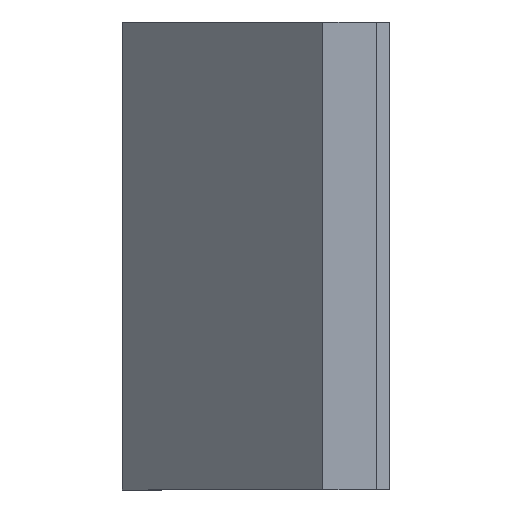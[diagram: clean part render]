
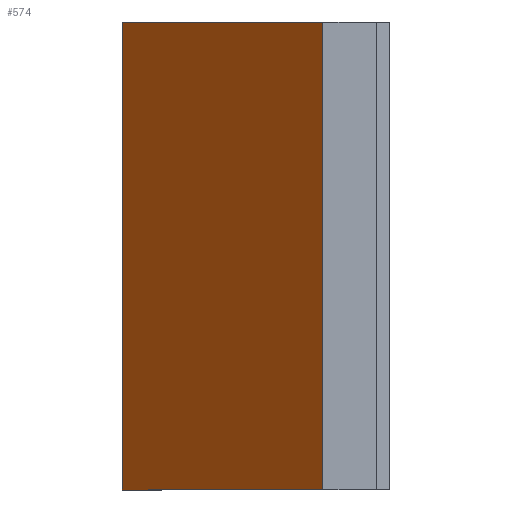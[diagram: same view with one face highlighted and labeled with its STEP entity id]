
A CAD part, left-side view. The second image highlights one B-rep face of the part: STEP entity #574.
In plain terms, the highlighted face is planar.
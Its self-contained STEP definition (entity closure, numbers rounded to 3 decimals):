
#46=PLANE('',#630);
#77=FACE_OUTER_BOUND('',#111,.T.);
#111=EDGE_LOOP('',(#491,#492,#493,#494));
#142=LINE('',#847,#209);
#177=LINE('',#924,#244);
#178=LINE('',#927,#245);
#179=LINE('',#928,#246);
#209=VECTOR('',#689,10.);
#244=VECTOR('',#758,10.);
#245=VECTOR('',#761,10.);
#246=VECTOR('',#762,10.);
#287=VERTEX_POINT('',#844);
#288=VERTEX_POINT('',#846);
#313=VERTEX_POINT('',#922);
#314=VERTEX_POINT('',#926);
#342=EDGE_CURVE('',#287,#288,#142,.T.);
#381=EDGE_CURVE('',#313,#287,#177,.T.);
#382=EDGE_CURVE('',#314,#313,#178,.T.);
#383=EDGE_CURVE('',#288,#314,#179,.T.);
#491=ORIENTED_EDGE('',*,*,#342,.F.);
#492=ORIENTED_EDGE('',*,*,#381,.F.);
#493=ORIENTED_EDGE('',*,*,#382,.F.);
#494=ORIENTED_EDGE('',*,*,#383,.F.);
#574=ADVANCED_FACE('',(#77),#46,.F.);
#630=AXIS2_PLACEMENT_3D('',#925,#759,#760);
#689=DIRECTION('',(-0.707,0.707,0.));
#758=DIRECTION('',(0.,0.,-1.));
#759=DIRECTION('center_axis',(0.707,0.707,0.));
#760=DIRECTION('ref_axis',(0.,0.,-1.));
#761=DIRECTION('',(0.707,-0.707,0.));
#762=DIRECTION('',(0.,0.,1.));
#844=CARTESIAN_POINT('',(10.,0.,-35.));
#846=CARTESIAN_POINT('',(-5.,15.,-35.));
#847=CARTESIAN_POINT('',(2.5,7.5,-35.));
#922=CARTESIAN_POINT('',(10.,0.,0.));
#924=CARTESIAN_POINT('',(10.,0.,0.));
#925=CARTESIAN_POINT('Origin',(2.5,7.5,0.));
#926=CARTESIAN_POINT('',(-5.,15.,0.));
#927=CARTESIAN_POINT('',(2.5,7.5,0.));
#928=CARTESIAN_POINT('',(-5.,15.,0.));
